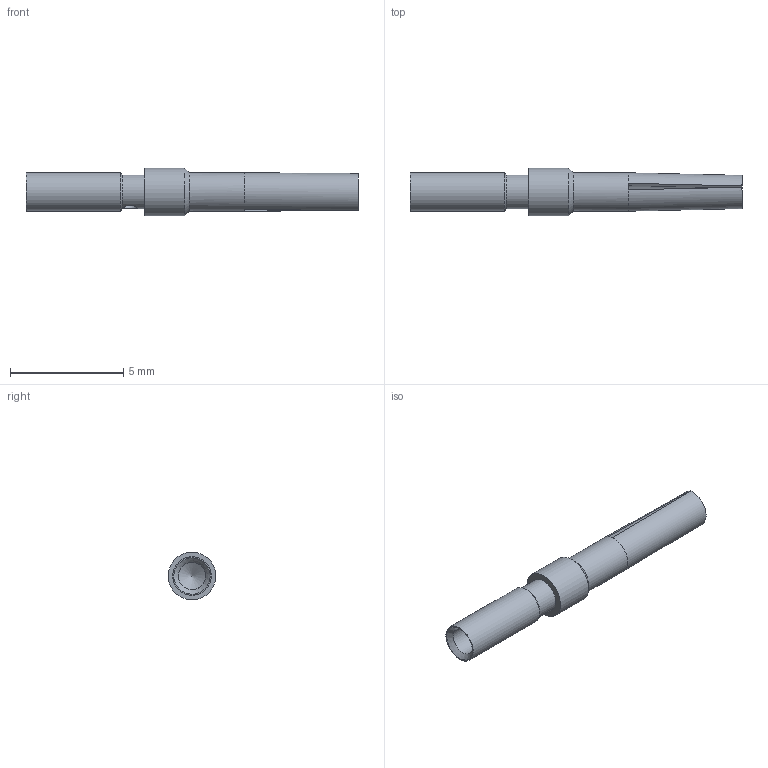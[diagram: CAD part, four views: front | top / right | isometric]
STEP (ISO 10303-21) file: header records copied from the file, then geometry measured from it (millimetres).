
FILE_DESCRIPTION(/* description */ (''),/* implementation_level */ '2;1');
FILE_NAME(/* name */ 'FM20S-005-0.5-01_1010090000004.stp',/* time_stamp */ '2023-07-31T14:33:58+08:00',/* author */ (''),/* organization */ (''),/* preprocessor_version */ 'ST-DEVELOPER v11',/* originating_system */ 'SIEMENS PLM Software NX 7.5',/* authorisation */ '');
FILE_SCHEMA (('CONFIG_CONTROL_DESIGN'));
Length unit declared in the file: millimetre
Products named in the file (1): _model2
Bounding box: 14.65 x 2.1 x 2.1 mm (x, y, z)
Volume: 22.7 mm3; surface area: 125.4 mm2
Topology: 1 solids, 1 shells, 30 faces, 78 edges, 50 vertices
Faces by surface type: plane 10, bspline 8, cylinder 7, cone 5
Full cylindrical faces by diameter (mm): 0.6 x1, 1.05 x1, 1.2 x1, 1.5 x1, 1.7 x2, 2.1 x1
Entity records: 2500 total; most frequent: CARTESIAN_POINT 1835, ORIENTED_EDGE 116, DIRECTION 92, EDGE_CURVE 58, EDGE_LOOP 44, VERTEX_POINT 44, AXIS2_PLACEMENT_3D 38, ADVANCED_FACE 30
